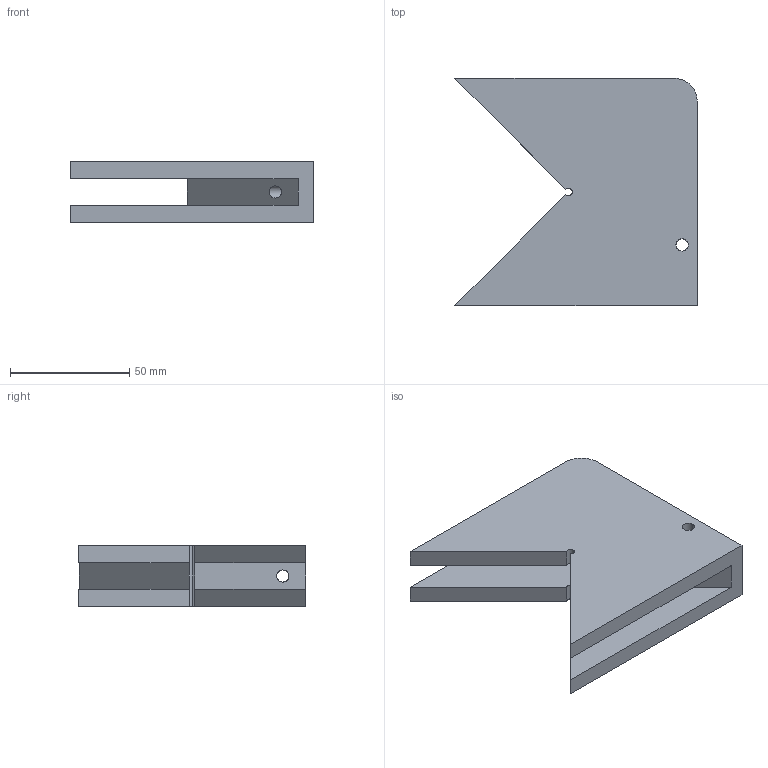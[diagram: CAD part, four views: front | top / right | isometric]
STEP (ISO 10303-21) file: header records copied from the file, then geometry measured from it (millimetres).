
FILE_DESCRIPTION (( 'STEP AP214' ), '1' );
FILE_NAME ('100214.STEP', '2025-08-24T21:11:31', ( '' ), ( '' ), 'SwSTEP 2.0', 'SolidWorks 2025', '' );
FILE_SCHEMA (( 'AUTOMOTIVE_DESIGN' ));
Length unit declared in the file: inch
Products named in the file (1): 100214
Bounding box: 101.6 x 95.25 x 25.4 mm (x, y, z)
Volume: 135951.5 mm3; surface area: 33491.6 mm2
Topology: 1 solids, 1 shells, 27 faces, 73 edges, 47 vertices
Faces by surface type: plane 16, cylinder 9, cone 2
Entity records: 874 total; most frequent: CARTESIAN_POINT 152, DIRECTION 147, ORIENTED_EDGE 142, EDGE_CURVE 71, AXIS2_PLACEMENT_3D 50, LINE 47, VECTOR 47, VERTEX_POINT 47
